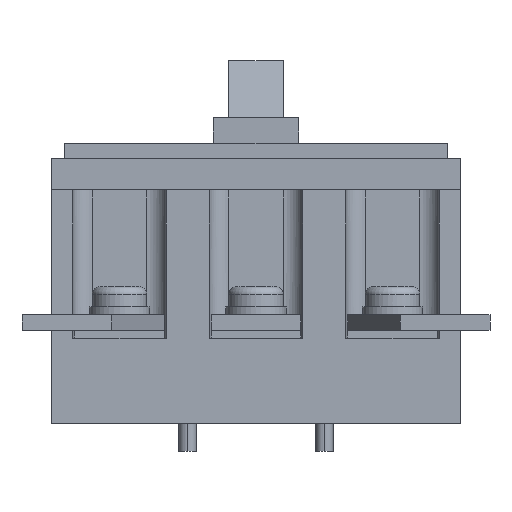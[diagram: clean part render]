
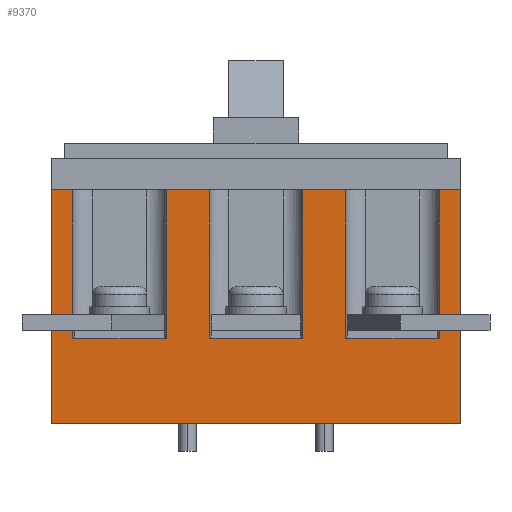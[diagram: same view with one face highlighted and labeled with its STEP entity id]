
A CAD part, front view. The second image highlights one B-rep face of the part: STEP entity #9370.
In plain terms, the highlighted planar face has unit normal (0, -1, 0).
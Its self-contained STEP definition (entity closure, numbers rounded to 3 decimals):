
#5310=CARTESIAN_POINT('',(115.,265.,-68.));
#5320=VERTEX_POINT('',#5310);
#5350=CARTESIAN_POINT('',(115.,265.,-8.));
#5360=DIRECTION('',(0.,0.,-1.));
#5370=VECTOR('',#5360,1.);
#5380=LINE('',#5350,#5370);
#5390=CARTESIAN_POINT('',(115.,265.,-8.));
#5400=VERTEX_POINT('',#5390);
#5410=EDGE_CURVE('',#5400,#5320,#5380,.T.);
#5860=CARTESIAN_POINT('',(10.,265.,-8.));
#5870=VERTEX_POINT('',#5860);
#5900=CARTESIAN_POINT('',(10.,265.,-8.));
#5910=DIRECTION('',(0.,0.,-1.));
#5920=VECTOR('',#5910,1.);
#5930=LINE('',#5900,#5920);
#5940=CARTESIAN_POINT('',(10.,265.,-68.));
#5950=VERTEX_POINT('',#5940);
#5960=EDGE_CURVE('',#5870,#5950,#5930,.T.);
#6810=CARTESIAN_POINT('',(115.,265.,-8.));
#6820=DIRECTION('',(-1.,0.,0.));
#6830=VECTOR('',#6820,1.);
#6840=LINE('',#6810,#6830);
#6850=CARTESIAN_POINT('',(109.5,265.,-8.));
#6860=VERTEX_POINT('',#6850);
#6870=EDGE_CURVE('',#5400,#6860,#6840,.T.);
#7270=CARTESIAN_POINT('',(85.5,265.,-8.));
#7280=VERTEX_POINT('',#7270);
#7310=CARTESIAN_POINT('',(74.5,265.,-8.));
#7320=VERTEX_POINT('',#7310);
#7330=EDGE_CURVE('',#7280,#7320,#6840,.T.);
#7730=CARTESIAN_POINT('',(50.5,265.,-8.));
#7740=VERTEX_POINT('',#7730);
#7770=CARTESIAN_POINT('',(39.5,265.,-8.));
#7780=VERTEX_POINT('',#7770);
#7790=EDGE_CURVE('',#7740,#7780,#6840,.T.);
#8190=CARTESIAN_POINT('',(15.5,265.,-8.));
#8200=VERTEX_POINT('',#8190);
#8230=EDGE_CURVE('',#8200,#5870,#6840,.T.);
#8520=CARTESIAN_POINT('',(115.,265.,-68.));
#8530=DIRECTION('',(0.,1.,0.));
#8540=DIRECTION('',(0.,0.,-1.));
#8550=AXIS2_PLACEMENT_3D('',#8520,#8530,#8540);
#8560=PLANE('',#8550);
#8570=CARTESIAN_POINT('',(15.5,265.,217.));
#8580=DIRECTION('',(0.,0.,-1.));
#8590=VECTOR('',#8580,1.);
#8600=LINE('',#8570,#8590);
#8610=CARTESIAN_POINT('',(15.5,265.,-46.));
#8620=VERTEX_POINT('',#8610);
#8630=EDGE_CURVE('',#8200,#8620,#8600,.T.);
#8640=ORIENTED_EDGE('',*,*,#8630,.F.);
#8650=CARTESIAN_POINT('',(115.,265.,-46.));
#8660=DIRECTION('',(1.,0.,0.));
#8670=VECTOR('',#8660,1.);
#8680=LINE('',#8650,#8670);
#8690=CARTESIAN_POINT('',(39.5,265.,-46.));
#8700=VERTEX_POINT('',#8690);
#8710=EDGE_CURVE('',#8620,#8700,#8680,.T.);
#8720=ORIENTED_EDGE('',*,*,#8710,.F.);
#8730=CARTESIAN_POINT('',(39.5,265.,217.));
#8740=DIRECTION('',(0.,0.,1.));
#8750=VECTOR('',#8740,1.);
#8760=LINE('',#8730,#8750);
#8770=EDGE_CURVE('',#8700,#7780,#8760,.T.);
#8780=ORIENTED_EDGE('',*,*,#8770,.F.);
#8790=ORIENTED_EDGE('',*,*,#7790,.T.);
#8800=CARTESIAN_POINT('',(50.5,265.,217.));
#8810=DIRECTION('',(0.,0.,-1.));
#8820=VECTOR('',#8810,1.);
#8830=LINE('',#8800,#8820);
#8840=CARTESIAN_POINT('',(50.5,265.,-46.));
#8850=VERTEX_POINT('',#8840);
#8860=EDGE_CURVE('',#7740,#8850,#8830,.T.);
#8870=ORIENTED_EDGE('',*,*,#8860,.F.);
#8880=CARTESIAN_POINT('',(115.,265.,-46.));
#8890=DIRECTION('',(1.,0.,0.));
#8900=VECTOR('',#8890,1.);
#8910=LINE('',#8880,#8900);
#8920=CARTESIAN_POINT('',(74.5,265.,-46.));
#8930=VERTEX_POINT('',#8920);
#8940=EDGE_CURVE('',#8850,#8930,#8910,.T.);
#8950=ORIENTED_EDGE('',*,*,#8940,.F.);
#8960=CARTESIAN_POINT('',(74.5,265.,217.));
#8970=DIRECTION('',(0.,0.,1.));
#8980=VECTOR('',#8970,1.);
#8990=LINE('',#8960,#8980);
#9000=EDGE_CURVE('',#8930,#7320,#8990,.T.);
#9010=ORIENTED_EDGE('',*,*,#9000,.F.);
#9020=ORIENTED_EDGE('',*,*,#7330,.T.);
#9030=CARTESIAN_POINT('',(85.5,265.,217.));
#9040=DIRECTION('',(0.,0.,-1.));
#9050=VECTOR('',#9040,1.);
#9060=LINE('',#9030,#9050);
#9070=CARTESIAN_POINT('',(85.5,265.,-46.));
#9080=VERTEX_POINT('',#9070);
#9090=EDGE_CURVE('',#7280,#9080,#9060,.T.);
#9100=ORIENTED_EDGE('',*,*,#9090,.F.);
#9110=CARTESIAN_POINT('',(115.,265.,-46.));
#9120=DIRECTION('',(1.,0.,0.));
#9130=VECTOR('',#9120,1.);
#9140=LINE('',#9110,#9130);
#9150=CARTESIAN_POINT('',(109.5,265.,-46.));
#9160=VERTEX_POINT('',#9150);
#9170=EDGE_CURVE('',#9080,#9160,#9140,.T.);
#9180=ORIENTED_EDGE('',*,*,#9170,.F.);
#9190=CARTESIAN_POINT('',(109.5,265.,217.));
#9200=DIRECTION('',(0.,0.,1.));
#9210=VECTOR('',#9200,1.);
#9220=LINE('',#9190,#9210);
#9230=EDGE_CURVE('',#9160,#6860,#9220,.T.);
#9240=ORIENTED_EDGE('',*,*,#9230,.F.);
#9250=ORIENTED_EDGE('',*,*,#6870,.T.);
#9260=ORIENTED_EDGE('',*,*,#5410,.F.);
#9270=CARTESIAN_POINT('',(115.,265.,-68.));
#9280=DIRECTION('',(-1.,0.,0.));
#9290=VECTOR('',#9280,1.);
#9300=LINE('',#9270,#9290);
#9310=EDGE_CURVE('',#5320,#5950,#9300,.T.);
#9320=ORIENTED_EDGE('',*,*,#9310,.F.);
#9330=ORIENTED_EDGE('',*,*,#5960,.T.);
#9340=ORIENTED_EDGE('',*,*,#8230,.T.);
#9350=EDGE_LOOP('',(#9340,#9330,#9320,#9260,#9250,#9240,#9180,#9100,
#9020,#9010,#8950,#8870,#8790,#8780,#8720,#8640));
#9360=FACE_OUTER_BOUND('',#9350,.T.);
#9370=ADVANCED_FACE('',(#9360),#8560,.F.);
